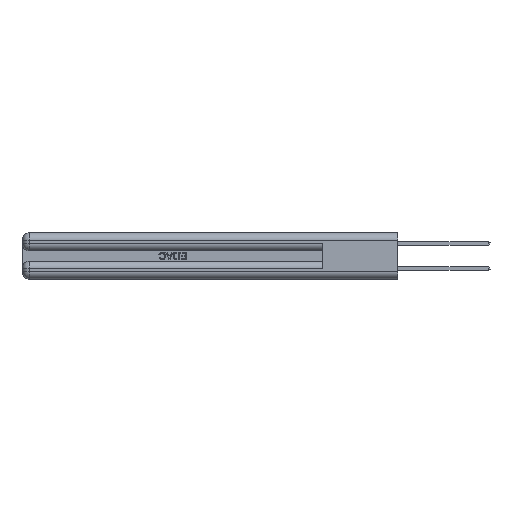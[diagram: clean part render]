
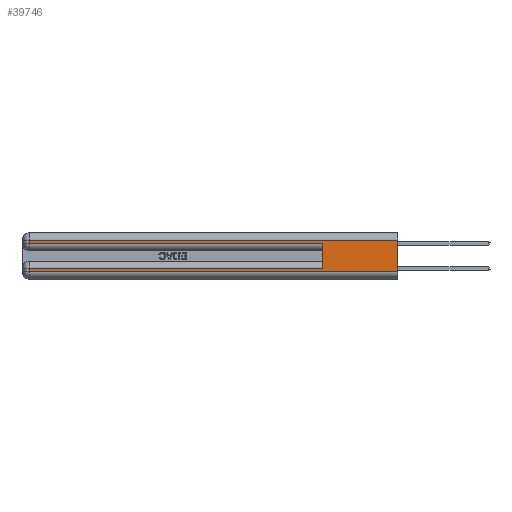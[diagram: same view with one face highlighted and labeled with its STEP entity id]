
A CAD part, left-side view. The second image highlights one B-rep face of the part: STEP entity #39746.
In plain terms, the highlighted planar face has unit normal (-1, 0, 0).
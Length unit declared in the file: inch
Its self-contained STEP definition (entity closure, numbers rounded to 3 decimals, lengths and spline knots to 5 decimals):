
#407 = DIRECTION ( 'NONE',  ( 1., 0., 0. ) ) ;
#586 = LINE ( 'NONE', #7452, #18791 ) ;
#807 = LINE ( 'NONE', #22617, #27405 ) ;
#1637 = CARTESIAN_POINT ( 'NONE',  ( 0., 0., 0.085 ) ) ;
#3199 = ORIENTED_EDGE ( 'NONE', *, *, #5568, .T. ) ;
#3680 = EDGE_CURVE ( 'NONE', #4915, #4257, #42199, .T. ) ;
#4257 = VERTEX_POINT ( 'NONE', #31023 ) ;
#4306 = VECTOR ( 'NONE', #41169, 39.37008 ) ;
#4915 = VERTEX_POINT ( 'NONE', #9045 ) ;
#5070 = DIRECTION ( 'NONE',  ( 0., 0., 1. ) ) ;
#5568 = EDGE_CURVE ( 'NONE', #19077, #12649, #15933, .T. ) ;
#6531 = VERTEX_POINT ( 'NONE', #28936 ) ;
#6631 = CARTESIAN_POINT ( 'NONE',  ( 0., 2.94, 0.085 ) ) ;
#7250 = ORIENTED_EDGE ( 'NONE', *, *, #41666, .T. ) ;
#7452 = CARTESIAN_POINT ( 'NONE',  ( 0., 0., 0.31 ) ) ;
#7506 = DIRECTION ( 'NONE',  ( 0., 0., -1. ) ) ;
#8203 = DIRECTION ( 'NONE',  ( 0., -1., 0. ) ) ;
#9045 = CARTESIAN_POINT ( 'NONE',  ( 0., 2.94, 0.285 ) ) ;
#9345 = VECTOR ( 'NONE', #7506, 39.37008 ) ;
#9360 = VECTOR ( 'NONE', #5070, 39.37008 ) ;
#9464 = EDGE_CURVE ( 'NONE', #35997, #4915, #27419, .T. ) ;
#9471 = CARTESIAN_POINT ( 'NONE',  ( 0., 0., 0.285 ) ) ;
#10501 = LINE ( 'NONE', #23134, #9360 ) ;
#11951 = ORIENTED_EDGE ( 'NONE', *, *, #3680, .T. ) ;
#11958 = ORIENTED_EDGE ( 'NONE', *, *, #22589, .T. ) ;
#12649 = VERTEX_POINT ( 'NONE', #6631 ) ;
#12685 = AXIS2_PLACEMENT_3D ( 'NONE', #22154, #407, #25750 ) ;
#12835 = CARTESIAN_POINT ( 'NONE',  ( 0., 2.94, 0.37 ) ) ;
#13356 = VECTOR ( 'NONE', #16529, 39.37008 ) ;
#14773 = VECTOR ( 'NONE', #30578, 39.37008 ) ;
#14945 = CARTESIAN_POINT ( 'NONE',  ( 0., 0.6, 0.085 ) ) ;
#15933 = LINE ( 'NONE', #1637, #14773 ) ;
#15959 = CARTESIAN_POINT ( 'NONE',  ( 0., 0., 0.37 ) ) ;
#16529 = DIRECTION ( 'NONE',  ( 0., 0., -1. ) ) ;
#17437 = LINE ( 'NONE', #15959, #4306 ) ;
#18557 = PLANE ( 'NONE',  #12685 ) ;
#18791 = VECTOR ( 'NONE', #25466, 39.37008 ) ;
#19077 = VERTEX_POINT ( 'NONE', #14945 ) ;
#19346 = CARTESIAN_POINT ( 'NONE',  ( 0., 2.94, 0.31 ) ) ;
#19935 = ORIENTED_EDGE ( 'NONE', *, *, #9464, .T. ) ;
#20693 = CARTESIAN_POINT ( 'NONE',  ( 0., 0., 0.31 ) ) ;
#22154 = CARTESIAN_POINT ( 'NONE',  ( 0., 0., 0.37 ) ) ;
#22589 = EDGE_CURVE ( 'NONE', #6531, #28193, #807, .T. ) ;
#22617 = CARTESIAN_POINT ( 'NONE',  ( 0., 0., 0.06 ) ) ;
#23134 = CARTESIAN_POINT ( 'NONE',  ( 0., 0.6, 0.145 ) ) ;
#25466 = DIRECTION ( 'NONE',  ( 0., 1., 0. ) ) ;
#25750 = DIRECTION ( 'NONE',  ( 0., 0., -1. ) ) ;
#26799 = EDGE_LOOP ( 'NONE', ( #38947, #7250, #19935, #11951, #33208, #3199, #32055, #11958 ) ) ;
#27405 = VECTOR ( 'NONE', #8203, 39.37008 ) ;
#27419 = LINE ( 'NONE', #29154, #9345 ) ;
#28193 = VERTEX_POINT ( 'NONE', #41687 ) ;
#28936 = CARTESIAN_POINT ( 'NONE',  ( 0., 2.94, 0.06 ) ) ;
#29154 = CARTESIAN_POINT ( 'NONE',  ( 0., 2.94, 0.37 ) ) ;
#30578 = DIRECTION ( 'NONE',  ( 0., 1., 0. ) ) ;
#31023 = CARTESIAN_POINT ( 'NONE',  ( 0., 0.6, 0.285 ) ) ;
#32055 = ORIENTED_EDGE ( 'NONE', *, *, #39392, .T. ) ;
#32527 = LINE ( 'NONE', #12835, #13356 ) ;
#32743 = VECTOR ( 'NONE', #41675, 39.37008 ) ;
#33208 = ORIENTED_EDGE ( 'NONE', *, *, #35511, .F. ) ;
#33600 = FACE_OUTER_BOUND ( 'NONE', #26799, .T. ) ;
#35511 = EDGE_CURVE ( 'NONE', #19077, #4257, #10501, .T. ) ;
#35997 = VERTEX_POINT ( 'NONE', #19346 ) ;
#38685 = EDGE_CURVE ( 'NONE', #45565, #28193, #17437, .T. ) ;
#38947 = ORIENTED_EDGE ( 'NONE', *, *, #38685, .F. ) ;
#39392 = EDGE_CURVE ( 'NONE', #12649, #6531, #32527, .T. ) ;
#39746 = ADVANCED_FACE ( 'NONE', ( #33600 ), #18557, .F. ) ;
#41169 = DIRECTION ( 'NONE',  ( 0., 0., -1. ) ) ;
#41666 = EDGE_CURVE ( 'NONE', #45565, #35997, #586, .T. ) ;
#41675 = DIRECTION ( 'NONE',  ( 0., -1., 0. ) ) ;
#41687 = CARTESIAN_POINT ( 'NONE',  ( 0., 0., 0.06 ) ) ;
#42199 = LINE ( 'NONE', #9471, #32743 ) ;
#45565 = VERTEX_POINT ( 'NONE', #20693 ) ;
